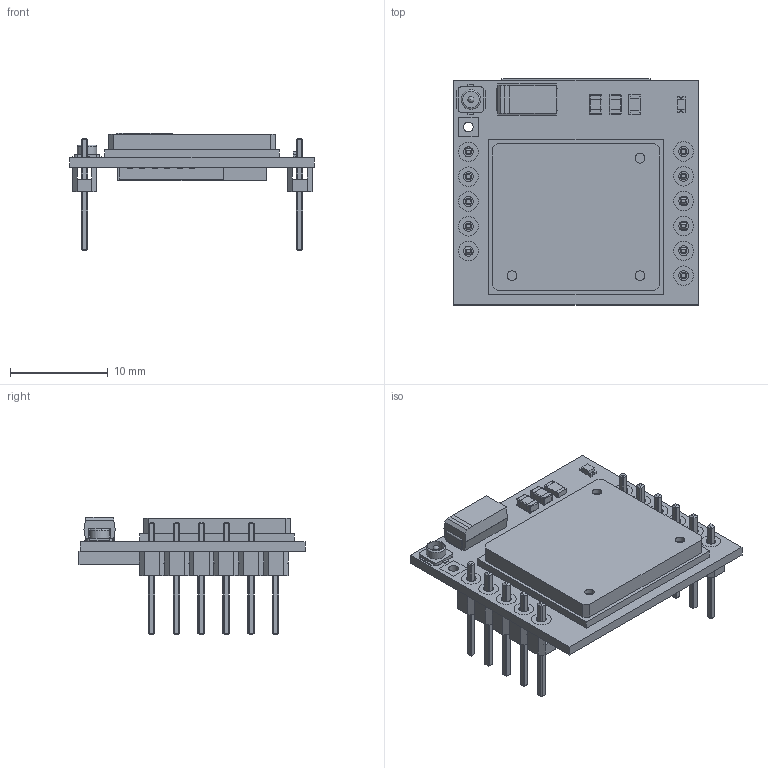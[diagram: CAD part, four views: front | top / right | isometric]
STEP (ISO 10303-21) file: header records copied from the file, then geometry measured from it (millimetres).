
FILE_DESCRIPTION(('FreeCAD Model'),'2;1');
FILE_NAME('Open CASCADE Shape Model','2022-09-14T20:35:18',(''),(''), 'Open CASCADE STEP processor 7.5','FreeCAD','Unknown');
FILE_SCHEMA(('AUTOMOTIVE_DESIGN { 1 0 10303 214 1 1 1 1 }'));
Length unit declared in the file: millimetre
Products named in the file (1): SIM800L_Module
Bounding box: 25 x 23.11 x 12.04 mm (x, y, z)
Volume: 1542.7 mm3; surface area: 2552.6 mm2
Topology: 1 solids, 1 shells, 815 faces, 2013 edges, 1217 vertices
Faces by surface type: plane 710, cylinder 81, sphere 17, revolution 6, torus 1
Full cylindrical faces by diameter (mm): 0.6 x1, 1 x15, 1.5 x6, 1.7 x1, 2 x1
Entity records: 58648 total; most frequent: CARTESIAN_POINT 12062, DIRECTION 7665, LINE 5539, VECTOR 5539, ORIENTED_EDGE 4028, PCURVE 3992, DEFINITIONAL_REPRESENTATION 3992, EDGE_CURVE 1996
